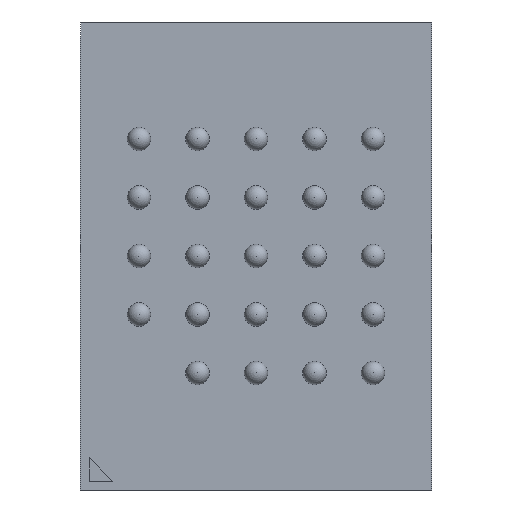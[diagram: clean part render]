
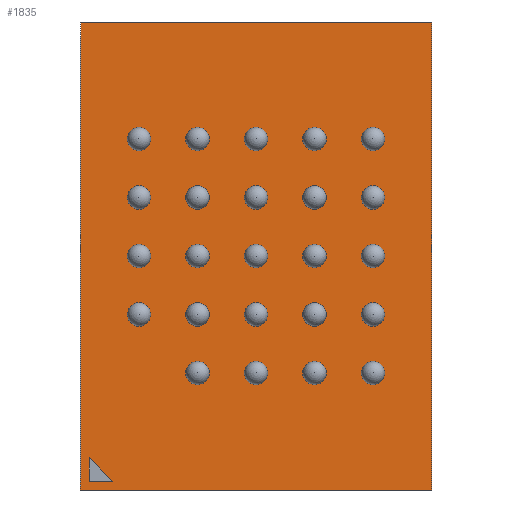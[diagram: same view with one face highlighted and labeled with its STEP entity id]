
A CAD part, front view. The second image highlights one B-rep face of the part: STEP entity #1835.
In plain terms, the highlighted planar face has unit normal (0, -1, 0).
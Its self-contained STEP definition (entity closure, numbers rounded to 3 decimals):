
#38 = CARTESIAN_POINT ( 'NONE',  ( -2.85, 0.2, -3.85 ) ) ;
#56 = VERTEX_POINT ( 'NONE', #1239 ) ;
#142 = ORIENTED_EDGE ( 'NONE', *, *, #773, .F. ) ;
#154 = ORIENTED_EDGE ( 'NONE', *, *, #1743, .F. ) ;
#166 = CARTESIAN_POINT ( 'NONE',  ( -3., 0.2, 4. ) ) ;
#184 = CARTESIAN_POINT ( 'NONE',  ( -3., 0.2, 4. ) ) ;
#241 = EDGE_CURVE ( 'NONE', #1549, #1165, #1723, .T. ) ;
#245 = VERTEX_POINT ( 'NONE', #542 ) ;
#259 = CARTESIAN_POINT ( 'NONE',  ( 3., 0.2, 4. ) ) ;
#357 = DIRECTION ( 'NONE',  ( 1., 0., 0. ) ) ;
#399 = LINE ( 'NONE', #768, #1701 ) ;
#402 = DIRECTION ( 'NONE',  ( 1., 0., 0. ) ) ;
#404 = VECTOR ( 'NONE', #519, 1000. ) ;
#421 = ORIENTED_EDGE ( 'NONE', *, *, #1839, .T. ) ;
#519 = DIRECTION ( 'NONE',  ( 0., 0., -1. ) ) ;
#527 = VECTOR ( 'NONE', #357, 1000. ) ;
#542 = CARTESIAN_POINT ( 'NONE',  ( -2.85, 0.2, -3.85 ) ) ;
#564 = CARTESIAN_POINT ( 'NONE',  ( 3., 0.2, 4. ) ) ;
#575 = VECTOR ( 'NONE', #1897, 1000. ) ;
#655 = CARTESIAN_POINT ( 'NONE',  ( -2.85, 0.2, -3.45 ) ) ;
#756 = EDGE_CURVE ( 'NONE', #1525, #1652, #1007, .T. ) ;
#768 = CARTESIAN_POINT ( 'NONE',  ( -3., 0.2, -4. ) ) ;
#773 = EDGE_CURVE ( 'NONE', #245, #1549, #841, .T. ) ;
#835 = DIRECTION ( 'NONE',  ( 0., 0., 1. ) ) ;
#841 = LINE ( 'NONE', #38, #527 ) ;
#842 = CARTESIAN_POINT ( 'NONE',  ( 0., 0.2, 0. ) ) ;
#916 = FACE_OUTER_BOUND ( 'NONE', #1841, .T. ) ;
#919 = CARTESIAN_POINT ( 'NONE',  ( -2.45, 0.2, -3.85 ) ) ;
#925 = DIRECTION ( 'NONE',  ( -1., 0., 0. ) ) ;
#944 = LINE ( 'NONE', #655, #404 ) ;
#977 = CARTESIAN_POINT ( 'NONE',  ( 3., 0.2, -4. ) ) ;
#1001 = DIRECTION ( 'NONE',  ( 0., -1., 0. ) ) ;
#1007 = LINE ( 'NONE', #166, #1485 ) ;
#1053 = ORIENTED_EDGE ( 'NONE', *, *, #241, .F. ) ;
#1128 = ORIENTED_EDGE ( 'NONE', *, *, #1294, .T. ) ;
#1134 = VECTOR ( 'NONE', #835, 1000. ) ;
#1165 = VERTEX_POINT ( 'NONE', #1602 ) ;
#1192 = EDGE_CURVE ( 'NONE', #1652, #56, #1532, .T. ) ;
#1239 = CARTESIAN_POINT ( 'NONE',  ( -3., 0.2, -4. ) ) ;
#1284 = PLANE ( 'NONE',  #1569 ) ;
#1294 = EDGE_CURVE ( 'NONE', #56, #1724, #399, .T. ) ;
#1351 = VECTOR ( 'NONE', #1583, 1000. ) ;
#1422 = ORIENTED_EDGE ( 'NONE', *, *, #1192, .T. ) ;
#1485 = VECTOR ( 'NONE', #925, 1000. ) ;
#1496 = DIRECTION ( 'NONE',  ( 1., 0., 0. ) ) ;
#1512 = LINE ( 'NONE', #259, #1134 ) ;
#1525 = VERTEX_POINT ( 'NONE', #564 ) ;
#1532 = LINE ( 'NONE', #1749, #575 ) ;
#1549 = VERTEX_POINT ( 'NONE', #919 ) ;
#1569 = AXIS2_PLACEMENT_3D ( 'NONE', #842, #1001, #402 ) ;
#1583 = DIRECTION ( 'NONE',  ( -0.707, 0., 0.707 ) ) ;
#1602 = CARTESIAN_POINT ( 'NONE',  ( -2.85, 0.2, -3.45 ) ) ;
#1652 = VERTEX_POINT ( 'NONE', #184 ) ;
#1662 = FACE_BOUND ( 'NONE', #1746, .T. ) ;
#1701 = VECTOR ( 'NONE', #1496, 1000. ) ;
#1723 = LINE ( 'NONE', #1859, #1351 ) ;
#1724 = VERTEX_POINT ( 'NONE', #977 ) ;
#1725 = ORIENTED_EDGE ( 'NONE', *, *, #756, .T. ) ;
#1743 = EDGE_CURVE ( 'NONE', #1165, #245, #944, .T. ) ;
#1746 = EDGE_LOOP ( 'NONE', ( #1053, #142, #154 ) ) ;
#1749 = CARTESIAN_POINT ( 'NONE',  ( -3., 0.2, 4. ) ) ;
#1835 = ADVANCED_FACE ( 'NONE', ( #1662, #916 ), #1284, .T. ) ;
#1839 = EDGE_CURVE ( 'NONE', #1724, #1525, #1512, .T. ) ;
#1841 = EDGE_LOOP ( 'NONE', ( #421, #1725, #1422, #1128 ) ) ;
#1859 = CARTESIAN_POINT ( 'NONE',  ( -2.45, 0.2, -3.85 ) ) ;
#1897 = DIRECTION ( 'NONE',  ( 0., 0., -1. ) ) ;
